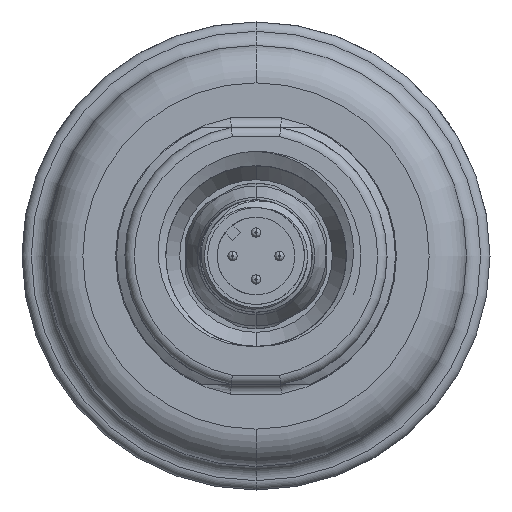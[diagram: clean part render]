
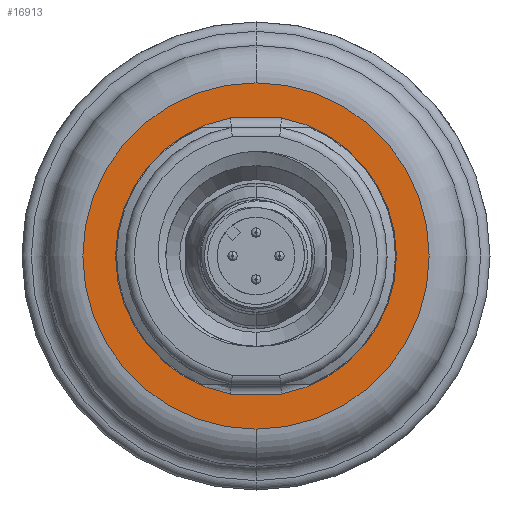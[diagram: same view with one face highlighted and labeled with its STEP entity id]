
A CAD part, front view. The second image highlights one B-rep face of the part: STEP entity #16913.
In plain terms, the highlighted planar face has unit normal (0, -1, 0).
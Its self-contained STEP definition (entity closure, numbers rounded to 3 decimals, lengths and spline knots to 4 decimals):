
#1959=CARTESIAN_POINT('',(0.,-0.1181,0.));
#1960=DIRECTION('',(0.,-1.,0.));
#1961=DIRECTION('',(0.,0.,-1.));
#1962=AXIS2_PLACEMENT_3D('',#1959,#1960,#1961);
#1964=CARTESIAN_POINT('',(0.,-0.1181,0.));
#1965=DIRECTION('',(0.,-1.,0.));
#1966=DIRECTION('',(0.,0.,1.));
#1967=AXIS2_PLACEMENT_3D('',#1964,#1965,#1966);
#1969=CARTESIAN_POINT('',(0.,-0.1181,0.));
#1970=DIRECTION('',(0.,-1.,0.));
#1971=DIRECTION('',(-0.182,0.,0.983));
#1972=AXIS2_PLACEMENT_3D('',#1969,#1970,#1971);
#1974=DIRECTION('',(1.,0.,0.));
#1975=VECTOR('',#1974,0.2147);
#1976=CARTESIAN_POINT('',(-0.1074,-0.1181,
-0.5807));
#1977=LINE('',#1976,#1975);
#1978=CARTESIAN_POINT('',(0.,-0.1181,0.));
#1979=DIRECTION('',(0.,-1.,0.));
#1980=DIRECTION('',(0.182,0.,-0.983));
#1981=AXIS2_PLACEMENT_3D('',#1978,#1979,#1980);
#1983=DIRECTION('',(-1.,0.,0.));
#1984=VECTOR('',#1983,0.2147);
#1985=CARTESIAN_POINT('',(0.1074,-0.1181,
0.5807));
#1986=LINE('',#1985,#1984);
#13991=CARTESIAN_POINT('',(-0.1074,-0.1181,
0.5807));
#13992=CARTESIAN_POINT('',(-0.1074,-0.1181,
-0.5807));
#13993=VERTEX_POINT('',#13991);
#13994=VERTEX_POINT('',#13992);
#13999=CARTESIAN_POINT('',(0.1074,-0.1181,
-0.5807));
#14000=CARTESIAN_POINT('',(0.1074,-0.1181,
0.5807));
#14001=VERTEX_POINT('',#13999);
#14002=VERTEX_POINT('',#14000);
#14351=CARTESIAN_POINT('',(0.,-0.1181,-0.7283));
#14352=CARTESIAN_POINT('',(0.,-0.1181,0.7283));
#14353=VERTEX_POINT('',#14351);
#14354=VERTEX_POINT('',#14352);
#16893=CARTESIAN_POINT('',(0.,-0.1181,0.));
#16894=DIRECTION('',(0.,-1.,0.));
#16895=DIRECTION('',(0.,0.,1.));
#16896=AXIS2_PLACEMENT_3D('',#16893,#16894,#16895);
#16897=PLANE('',#16896);
#16899=ORIENTED_EDGE('',*,*,#16898,.F.);
#16901=ORIENTED_EDGE('',*,*,#16900,.F.);
#16902=EDGE_LOOP('',(#16899,#16901));
#16903=FACE_OUTER_BOUND('',#16902,.F.);
#16905=ORIENTED_EDGE('',*,*,#16904,.T.);
#16907=ORIENTED_EDGE('',*,*,#16906,.T.);
#16908=ORIENTED_EDGE('',*,*,#16883,.T.);
#16910=ORIENTED_EDGE('',*,*,#16909,.T.);
#16911=EDGE_LOOP('',(#16905,#16907,#16908,#16910));
#16912=FACE_BOUND('',#16911,.F.);
#16913=ADVANCED_FACE('',(#16903,#16912),#16897,.T.);
#1963=CIRCLE('',#1962,0.7283);
#1968=CIRCLE('',#1967,0.7283);
#1973=CIRCLE('',#1972,0.5906);
#1982=CIRCLE('',#1981,0.5906);
#16883=EDGE_CURVE('',#14001,#14002,#1982,.T.);
#16898=EDGE_CURVE('',#14353,#14354,#1963,.T.);
#16900=EDGE_CURVE('',#14354,#14353,#1968,.T.);
#16904=EDGE_CURVE('',#13993,#13994,#1973,.T.);
#16906=EDGE_CURVE('',#13994,#14001,#1977,.T.);
#16909=EDGE_CURVE('',#14002,#13993,#1986,.T.);
